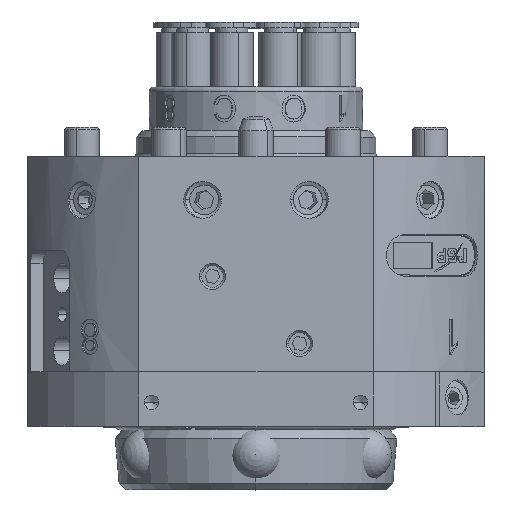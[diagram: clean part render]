
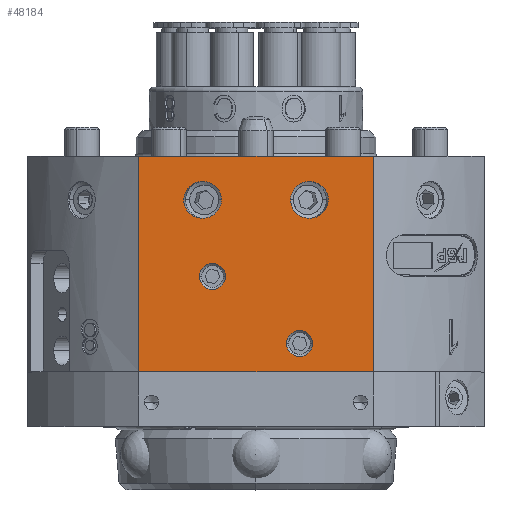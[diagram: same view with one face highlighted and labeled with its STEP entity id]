
A CAD part, top view. The second image highlights one B-rep face of the part: STEP entity #48184.
In plain terms, the highlighted planar face has unit normal (0, 0, 1).
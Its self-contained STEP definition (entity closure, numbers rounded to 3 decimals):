
#247 = CARTESIAN_POINT ( 'NONE',  ( 16.603, 39.5, 52.5 ) ) ;
#1126 = VERTEX_POINT ( 'NONE', #95908 ) ;
#1203 = EDGE_CURVE ( 'NONE', #1126, #20428, #12256, .T. ) ;
#1996 = CARTESIAN_POINT ( 'NONE',  ( -16.603, 48., 52.5 ) ) ;
#2026 = VECTOR ( 'NONE', #41346, 1000. ) ;
#2255 = CARTESIAN_POINT ( 'NONE',  ( -52.5, 0., 52.5 ) ) ;
#3313 = VERTEX_POINT ( 'NONE', #95464 ) ;
#3583 = EDGE_CURVE ( 'NONE', #3313, #91723, #64772, .T. ) ;
#3944 = ORIENTED_EDGE ( 'NONE', *, *, #89707, .T. ) ;
#4163 = DIRECTION ( 'NONE',  ( 1., 0., 0. ) ) ;
#5672 = CARTESIAN_POINT ( 'NONE',  ( -7.952, 31., 52.5 ) ) ;
#6005 = VERTEX_POINT ( 'NONE', #98852 ) ;
#6685 = ORIENTED_EDGE ( 'NONE', *, *, #37760, .F. ) ;
#6707 = CARTESIAN_POINT ( 'NONE',  ( -26.921, 72.648, 52.5 ) ) ;
#8235 = DIRECTION ( 'NONE',  ( 1., 0., 0. ) ) ;
#10080 = FACE_BOUND ( 'NONE', #90228, .T. ) ;
#10247 = AXIS2_PLACEMENT_3D ( 'NONE', #2255, #60538, #10601 ) ;
#10369 = CARTESIAN_POINT ( 'NONE',  ( -10., 21.9, 52.5 ) ) ;
#10416 = CIRCLE ( 'NONE', #97005, 3. ) ;
#10601 = DIRECTION ( 'NONE',  ( 1., 0., 0. ) ) ;
#12256 = LINE ( 'NONE', #105306, #56667 ) ;
#15042 = DIRECTION ( 'NONE',  ( 0., -1., 0. ) ) ;
#16014 = VERTEX_POINT ( 'NONE', #85970 ) ;
#16285 =( BOUNDED_CURVE ( )  B_SPLINE_CURVE ( 3, ( #34995, #84947, #43357, #101638 ),
 .UNSPECIFIED., .F., .F. ) 
 B_SPLINE_CURVE_WITH_KNOTS ( ( 4, 4 ),
 ( 3.142, 6.283 ),
 .UNSPECIFIED. ) 
 CURVE ( )  GEOMETRIC_REPRESENTATION_ITEM ( )  RATIONAL_B_SPLINE_CURVE ( ( 1., 0.333, 0.333, 1. ) ) 
 REPRESENTATION_ITEM ( '' )  );
#16496 = VERTEX_POINT ( 'NONE', #34116 ) ;
#16910 = VECTOR ( 'NONE', #15042, 1000. ) ;
#17468 = VERTEX_POINT ( 'NONE', #37841 ) ;
#17926 =( BOUNDED_CURVE ( )  B_SPLINE_CURVE ( 3, ( #93475, #35162, #1996, #60316 ),
 .UNSPECIFIED., .F., .F. ) 
 B_SPLINE_CURVE_WITH_KNOTS ( ( 4, 4 ),
 ( 0., 3.142 ),
 .UNSPECIFIED. ) 
 CURVE ( )  GEOMETRIC_REPRESENTATION_ITEM ( )  RATIONAL_B_SPLINE_CURVE ( ( 1., 0.333, 0.333, 1. ) ) 
 REPRESENTATION_ITEM ( '' )  );
#18624 = VERTEX_POINT ( 'NONE', #93890 ) ;
#18706 = DIRECTION ( 'NONE',  ( 1., 0., 0. ) ) ;
#18888 = EDGE_CURVE ( 'NONE', #20428, #18624, #65932, .T. ) ;
#19324 = ORIENTED_EDGE ( 'NONE', *, *, #3583, .F. ) ;
#20428 = VERTEX_POINT ( 'NONE', #31108 ) ;
#20549 = CARTESIAN_POINT ( 'NONE',  ( -16.603, 31., 52.5 ) ) ;
#22660 = CARTESIAN_POINT ( 'NONE',  ( -52.5, 0., 52.5 ) ) ;
#22711 = EDGE_LOOP ( 'NONE', ( #6685, #56596 ) ) ;
#24090 = CARTESIAN_POINT ( 'NONE',  ( 7., 6.5, 52.5 ) ) ;
#24601 = CARTESIAN_POINT ( 'NONE',  ( 7.952, 39.5, 52.5 ) ) ;
#24946 = EDGE_CURVE ( 'NONE', #6005, #28215, #45888, .T. ) ;
#26719 = CIRCLE ( 'NONE', #51585, 3. ) ;
#28215 = VERTEX_POINT ( 'NONE', #82465 ) ;
#30909 = EDGE_CURVE ( 'NONE', #79354, #16496, #70445, .T. ) ;
#31036 = EDGE_CURVE ( 'NONE', #18624, #17468, #102942, .T. ) ;
#31108 = CARTESIAN_POINT ( 'NONE',  ( 26.921, 49.5, 52.5 ) ) ;
#32280 = FACE_BOUND ( 'NONE', #61330, .T. ) ;
#34116 = CARTESIAN_POINT ( 'NONE',  ( 13., 6.5, 52.5 ) ) ;
#34995 = CARTESIAN_POINT ( 'NONE',  ( 16.603, 39.5, 52.5 ) ) ;
#35162 = CARTESIAN_POINT ( 'NONE',  ( -7.952, 48., 52.5 ) ) ;
#35260 = CARTESIAN_POINT ( 'NONE',  ( 7.952, 31., 52.5 ) ) ;
#35328 = DIRECTION ( 'NONE',  ( 0., 0., -1. ) ) ;
#37760 = EDGE_CURVE ( 'NONE', #83548, #16014, #17926, .T. ) ;
#37841 = CARTESIAN_POINT ( 'NONE',  ( -26.921, 0., 52.5 ) ) ;
#39699 =( BOUNDED_CURVE ( )  B_SPLINE_CURVE ( 3, ( #47236, #20549, #5672, #63991 ),
 .UNSPECIFIED., .F., .F. ) 
 B_SPLINE_CURVE_WITH_KNOTS ( ( 4, 4 ),
 ( 3.142, 6.283 ),
 .UNSPECIFIED. ) 
 CURVE ( )  GEOMETRIC_REPRESENTATION_ITEM ( )  RATIONAL_B_SPLINE_CURVE ( ( 1., 0.333, 0.333, 1. ) ) 
 REPRESENTATION_ITEM ( '' )  );
#41346 = DIRECTION ( 'NONE',  ( -1., 0., 0. ) ) ;
#43357 = CARTESIAN_POINT ( 'NONE',  ( 7.952, 48., 52.5 ) ) ;
#44179 = EDGE_CURVE ( 'NONE', #17468, #1126, #80323, .T. ) ;
#45888 = CIRCLE ( 'NONE', #107847, 3. ) ;
#46147 = ORIENTED_EDGE ( 'NONE', *, *, #44179, .T. ) ;
#47236 = CARTESIAN_POINT ( 'NONE',  ( -16.603, 39.5, 52.5 ) ) ;
#48184 = ADVANCED_FACE ( 'NONE', ( #54437, #10080, #32280, #96110, #74036 ), #76956, .T. ) ;
#49596 = CARTESIAN_POINT ( 'NONE',  ( -7.952, 39.5, 52.5 ) ) ;
#51585 = AXIS2_PLACEMENT_3D ( 'NONE', #108056, #58144, #8235 ) ;
#54068 = DIRECTION ( 'NONE',  ( 0., 0., -1. ) ) ;
#54437 = FACE_BOUND ( 'NONE', #22711, .T. ) ;
#56596 = ORIENTED_EDGE ( 'NONE', *, *, #106328, .F. ) ;
#56667 = VECTOR ( 'NONE', #83338, 1000. ) ;
#57666 = ORIENTED_EDGE ( 'NONE', *, *, #24946, .T. ) ;
#58144 = DIRECTION ( 'NONE',  ( 0., 0., -1. ) ) ;
#59339 = EDGE_LOOP ( 'NONE', ( #79483, #99445 ) ) ;
#60316 = CARTESIAN_POINT ( 'NONE',  ( -16.603, 39.5, 52.5 ) ) ;
#60538 = DIRECTION ( 'NONE',  ( 0., 0., 1. ) ) ;
#61047 = EDGE_CURVE ( 'NONE', #91723, #3313, #16285, .T. ) ;
#61330 = EDGE_LOOP ( 'NONE', ( #3944, #57666 ) ) ;
#63991 = CARTESIAN_POINT ( 'NONE',  ( -7.952, 39.5, 52.5 ) ) ;
#64002 = CARTESIAN_POINT ( 'NONE',  ( 16.603, 39.5, 52.5 ) ) ;
#64772 =( BOUNDED_CURVE ( )  B_SPLINE_CURVE ( 3, ( #24601, #35260, #91095, #64002 ),
 .UNSPECIFIED., .F., .F. ) 
 B_SPLINE_CURVE_WITH_KNOTS ( ( 4, 4 ),
 ( 0., 3.142 ),
 .UNSPECIFIED. ) 
 CURVE ( )  GEOMETRIC_REPRESENTATION_ITEM ( )  RATIONAL_B_SPLINE_CURVE ( ( 1., 0.333, 0.333, 1. ) ) 
 REPRESENTATION_ITEM ( '' )  );
#65913 = ORIENTED_EDGE ( 'NONE', *, *, #31036, .T. ) ;
#65932 = LINE ( 'NONE', #76298, #2026 ) ;
#68104 = AXIS2_PLACEMENT_3D ( 'NONE', #103979, #54068, #4163 ) ;
#68657 = DIRECTION ( 'NONE',  ( 0., 0., -1. ) ) ;
#70445 = CIRCLE ( 'NONE', #68104, 3. ) ;
#72626 = DIRECTION ( 'NONE',  ( 1., 0., 0. ) ) ;
#72797 = ORIENTED_EDGE ( 'NONE', *, *, #18888, .T. ) ;
#74036 = FACE_OUTER_BOUND ( 'NONE', #101681, .T. ) ;
#75132 = ORIENTED_EDGE ( 'NONE', *, *, #61047, .F. ) ;
#76228 = EDGE_CURVE ( 'NONE', #16496, #79354, #10416, .T. ) ;
#76298 = CARTESIAN_POINT ( 'NONE',  ( 28.3, 49.5, 52.5 ) ) ;
#76956 = PLANE ( 'NONE',  #10247 ) ;
#79354 = VERTEX_POINT ( 'NONE', #24090 ) ;
#79483 = ORIENTED_EDGE ( 'NONE', *, *, #76228, .T. ) ;
#80323 = LINE ( 'NONE', #22660, #102419 ) ;
#82465 = CARTESIAN_POINT ( 'NONE',  ( -7., 21.9, 52.5 ) ) ;
#83338 = DIRECTION ( 'NONE',  ( 0., 1., 0. ) ) ;
#83548 = VERTEX_POINT ( 'NONE', #49596 ) ;
#84947 = CARTESIAN_POINT ( 'NONE',  ( 16.603, 48., 52.5 ) ) ;
#85281 = CARTESIAN_POINT ( 'NONE',  ( 10., 6.5, 52.5 ) ) ;
#85970 = CARTESIAN_POINT ( 'NONE',  ( -16.603, 39.5, 52.5 ) ) ;
#89707 = EDGE_CURVE ( 'NONE', #28215, #6005, #26719, .T. ) ;
#90228 = EDGE_LOOP ( 'NONE', ( #19324, #75132 ) ) ;
#91095 = CARTESIAN_POINT ( 'NONE',  ( 16.603, 31., 52.5 ) ) ;
#91723 = VERTEX_POINT ( 'NONE', #247 ) ;
#93475 = CARTESIAN_POINT ( 'NONE',  ( -7.952, 39.5, 52.5 ) ) ;
#93650 = DIRECTION ( 'NONE',  ( 1., 0., 0. ) ) ;
#93890 = CARTESIAN_POINT ( 'NONE',  ( -26.921, 49.5, 52.5 ) ) ;
#95464 = CARTESIAN_POINT ( 'NONE',  ( 7.952, 39.5, 52.5 ) ) ;
#95908 = CARTESIAN_POINT ( 'NONE',  ( 26.921, 0., 52.5 ) ) ;
#96110 = FACE_BOUND ( 'NONE', #59339, .T. ) ;
#97005 = AXIS2_PLACEMENT_3D ( 'NONE', #85281, #35328, #93650 ) ;
#98852 = CARTESIAN_POINT ( 'NONE',  ( -13., 21.9, 52.5 ) ) ;
#99445 = ORIENTED_EDGE ( 'NONE', *, *, #30909, .T. ) ;
#99531 = ORIENTED_EDGE ( 'NONE', *, *, #1203, .T. ) ;
#101638 = CARTESIAN_POINT ( 'NONE',  ( 7.952, 39.5, 52.5 ) ) ;
#101681 = EDGE_LOOP ( 'NONE', ( #99531, #72797, #65913, #46147 ) ) ;
#102419 = VECTOR ( 'NONE', #72626, 1000. ) ;
#102942 = LINE ( 'NONE', #6707, #16910 ) ;
#103979 = CARTESIAN_POINT ( 'NONE',  ( 10., 6.5, 52.5 ) ) ;
#105306 = CARTESIAN_POINT ( 'NONE',  ( 26.921, 72.648, 52.5 ) ) ;
#106328 = EDGE_CURVE ( 'NONE', #16014, #83548, #39699, .T. ) ;
#107847 = AXIS2_PLACEMENT_3D ( 'NONE', #10369, #68657, #18706 ) ;
#108056 = CARTESIAN_POINT ( 'NONE',  ( -10., 21.9, 52.5 ) ) ;
